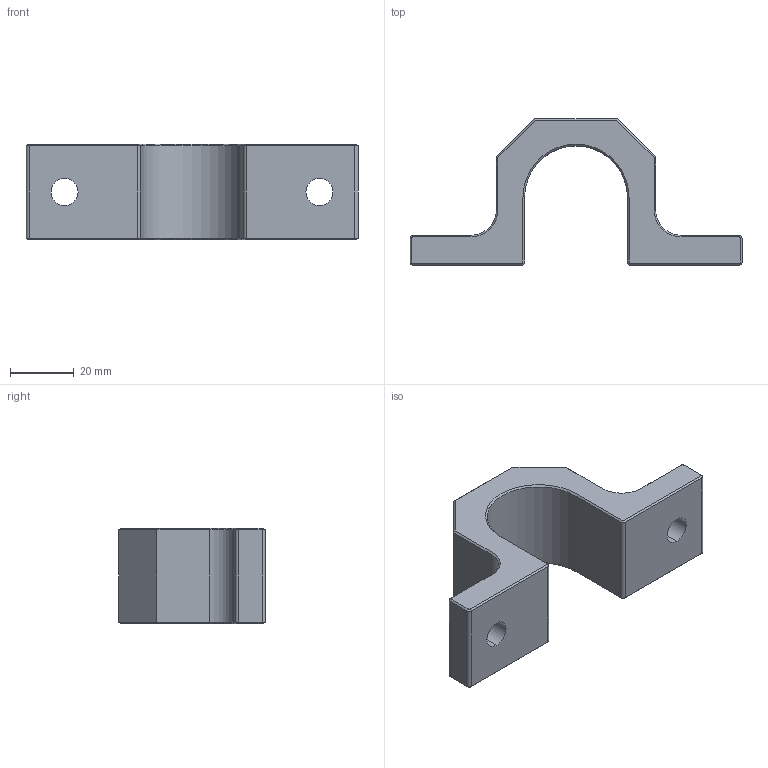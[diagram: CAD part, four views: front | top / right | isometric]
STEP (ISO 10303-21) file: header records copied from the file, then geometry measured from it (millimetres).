
FILE_DESCRIPTION (( 'STEP AP214' ), '1' );
FILE_NAME ('GIN-SC02.STEP', '2021-06-04T10:22:45', ( '' ), ( '' ), 'SwSTEP 2.0', 'SolidWorks 2021', '' );
FILE_SCHEMA (( 'AUTOMOTIVE_DESIGN' ));
Length unit declared in the file: millimetre
Products named in the file (1): GIN-SC02
Bounding box: 104.2 x 46 x 30 mm (x, y, z)
Volume: 46668.2 mm3; surface area: 13402.4 mm2
Topology: 1 solids, 1 shells, 72 faces, 166 edges, 96 vertices
Faces by surface type: plane 41, cone 18, cylinder 13
Entity records: 2024 total; most frequent: DIRECTION 356, CARTESIAN_POINT 335, ORIENTED_EDGE 332, EDGE_CURVE 166, LINE 122, VECTOR 122, AXIS2_PLACEMENT_3D 117, VERTEX_POINT 96
